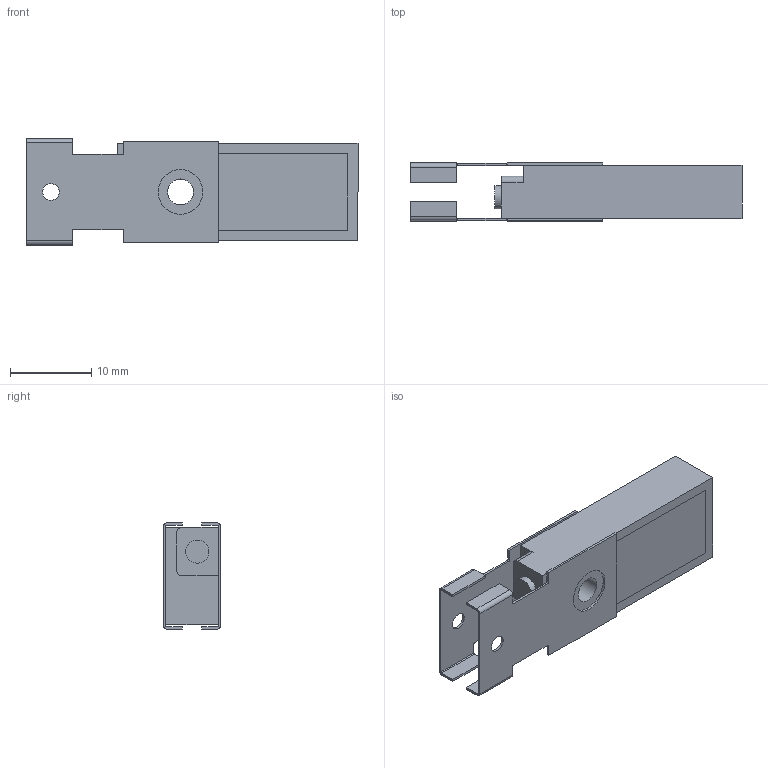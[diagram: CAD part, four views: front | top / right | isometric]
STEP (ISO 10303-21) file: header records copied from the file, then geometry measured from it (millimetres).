
FILE_DESCRIPTION (( 'STEP AP214' ), '1' );
FILE_NAME ('APS4-12S-E-D.STEP', '2018-05-15T11:37:24', ( '' ), ( '' ), 'SwSTEP 2.0', 'SolidWorks 2017', '' );
FILE_SCHEMA (( 'AUTOMOTIVE_DESIGN' ));
Length unit declared in the file: inch
Products named in the file (3): APS4-12S-E_bracket_1; APS4-12S-E-D; APS4-12S-E_BODY_1
Assembly tree (3 placements, depth 2):
  APS4-12S-E-D
    APS4-12S-E_BODY_1
    APS4-12S-E_bracket_1  x2
Bounding box: 40.91 x 7.13 x 13.1 mm (x, y, z)
Volume: 1311.4 mm3; surface area: 3338.9 mm2
Topology: 4 solids, 4 shells, 88 faces, 228 edges, 152 vertices
Faces by surface type: plane 60, cylinder 28
Full cylindrical faces by diameter (mm): 2.05 x2, 2.845 x1, 3.2 x1, 5.512 x2, 5.74 x1, 5.893 x1, 6.223 x1
Entity records: 1914 total; most frequent: DIRECTION 311, CARTESIAN_POINT 309, ORIENTED_EDGE 286, EDGE_CURVE 143, LINE 107, VECTOR 107, AXIS2_PLACEMENT_3D 102, VERTEX_POINT 100
